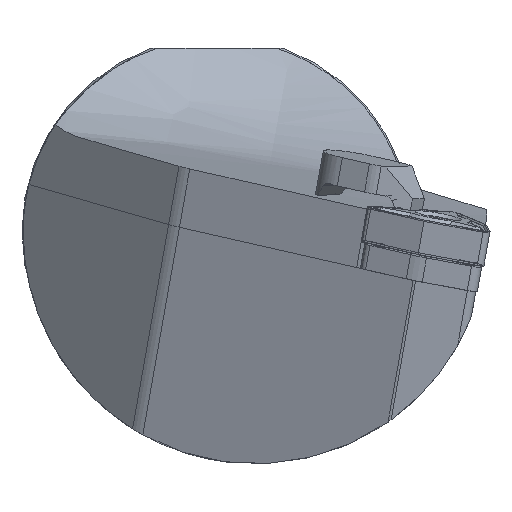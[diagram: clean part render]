
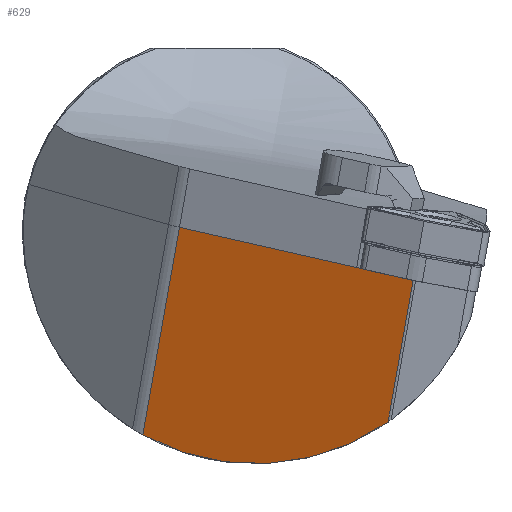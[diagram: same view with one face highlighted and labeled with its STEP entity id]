
A CAD part, left-side view. The second image highlights one B-rep face of the part: STEP entity #629.
In plain terms, the highlighted planar face has unit normal (-0.902, 0.432, -0.02).
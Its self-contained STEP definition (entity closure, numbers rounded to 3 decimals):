
#563=ELLIPSE('',#2781,32.991,29.75);
#629=ADVANCED_FACE('',(#829),#754,.F.);
#754=PLANE('',#2785);
#829=FACE_OUTER_BOUND('',#943,.T.);
#943=EDGE_LOOP('',(#1205,#1206,#1207,#1208,#1209,#1210));
#1205=ORIENTED_EDGE('',*,*,#2093,.F.);
#1206=ORIENTED_EDGE('',*,*,#2094,.T.);
#1207=ORIENTED_EDGE('',*,*,#2086,.T.);
#1208=ORIENTED_EDGE('',*,*,#2095,.F.);
#1209=ORIENTED_EDGE('',*,*,#2096,.T.);
#1210=ORIENTED_EDGE('',*,*,#2056,.T.);
#1833=VERTEX_POINT('',#3643);
#1834=VERTEX_POINT('',#3644);
#1860=VERTEX_POINT('',#3766);
#1861=VERTEX_POINT('',#3768);
#1865=VERTEX_POINT('',#3787);
#1866=VERTEX_POINT('',#3790);
#2056=EDGE_CURVE('',#1833,#1834,#2390,.T.);
#2086=EDGE_CURVE('',#1861,#1860,#563,.T.);
#2093=EDGE_CURVE('',#1865,#1834,#2408,.T.);
#2094=EDGE_CURVE('',#1865,#1861,#2409,.T.);
#2095=EDGE_CURVE('',#1866,#1860,#2410,.T.);
#2096=EDGE_CURVE('',#1866,#1833,#2411,.T.);
#2390=LINE('',#3642,#2579);
#2408=LINE('',#3786,#2597);
#2409=LINE('',#3788,#2598);
#2410=LINE('',#3789,#2599);
#2411=LINE('',#3791,#2600);
#2579=VECTOR('',#3000,1.);
#2597=VECTOR('',#3052,1.);
#2598=VECTOR('',#3053,1.);
#2599=VECTOR('',#3054,1.);
#2600=VECTOR('',#3055,1.);
#2781=AXIS2_PLACEMENT_3D('',#3767,#3041,#3042);
#2785=AXIS2_PLACEMENT_3D('',#3792,#3056,#3057);
#3000=DIRECTION('',(0.419,0.885,0.201));
#3041=DIRECTION('',(-0.902,0.432,-0.02));
#3042=DIRECTION('',(-0.432,-0.901,0.042));
#3052=DIRECTION('',(-0.419,-0.885,-0.201));
#3053=DIRECTION('',(0.105,0.173,-0.979));
#3054=DIRECTION('',(0.105,0.173,-0.979));
#3055=DIRECTION('',(0.419,0.885,0.201));
#3056=DIRECTION('',(0.902,-0.432,0.02));
#3057=DIRECTION('',(0.432,0.902,0.));
#3642=CARTESIAN_POINT('',(-186.89,11.926,0.575));
#3643=CARTESIAN_POINT('',(-197.963,-11.446,-4.728));
#3644=CARTESIAN_POINT('',(-197.656,-10.798,-4.581));
#3766=CARTESIAN_POINT('',(-199.142,-14.824,-24.392));
#3767=CARTESIAN_POINT('',(-191.531,2.208,0.));
#3768=CARTESIAN_POINT('',(-184.051,16.617,-26.028));
#3786=CARTESIAN_POINT('',(-186.89,11.926,0.575));
#3787=CARTESIAN_POINT('',(-186.89,11.926,0.575));
#3788=CARTESIAN_POINT('',(-239.078,-74.297,489.569));
#3789=CARTESIAN_POINT('',(-253.27,-104.251,482.772));
#3790=CARTESIAN_POINT('',(-201.081,-18.028,-6.221));
#3791=CARTESIAN_POINT('',(-186.89,11.926,0.575));
#3792=CARTESIAN_POINT('',(-239.078,-74.297,489.569));
